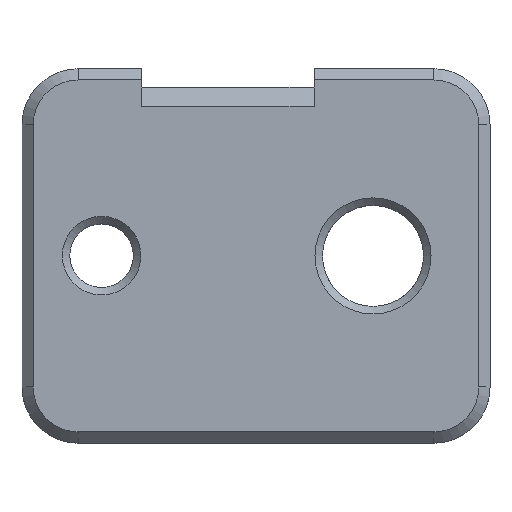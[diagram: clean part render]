
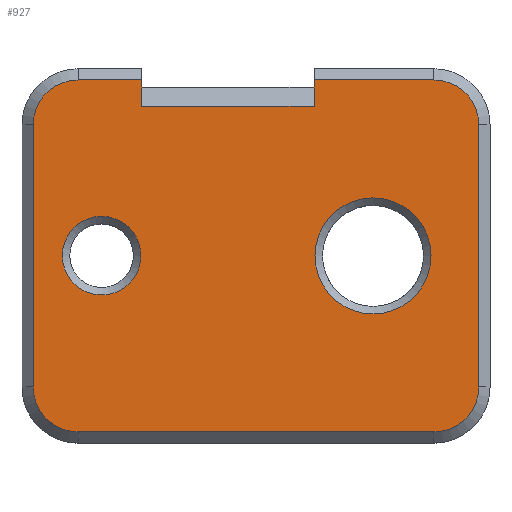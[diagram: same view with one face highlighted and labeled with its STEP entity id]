
A CAD part, top view. The second image highlights one B-rep face of the part: STEP entity #927.
In plain terms, the highlighted planar face has unit normal (0, 0, 1).
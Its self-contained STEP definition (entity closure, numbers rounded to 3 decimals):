
#15=FACE_BOUND('',#162,.T.);
#16=FACE_BOUND('',#163,.T.);
#27=CIRCLE('',#956,2.4);
#29=CIRCLE('',#960,2.4);
#31=CIRCLE('',#964,2.4);
#33=CIRCLE('',#968,2.4);
#51=CIRCLE('',#1022,2.1);
#52=CIRCLE('',#1023,3.1);
#111=FACE_OUTER_BOUND('',#161,.T.);
#161=EDGE_LOOP('',(#800,#801,#802,#803,#804,#805,#806,#807,#808,#809,#810,
#811));
#162=EDGE_LOOP('',(#812));
#163=EDGE_LOOP('',(#813));
#173=LINE('',#1302,#273);
#176=LINE('',#1313,#276);
#180=LINE('',#1325,#280);
#184=LINE('',#1337,#284);
#188=LINE('',#1349,#288);
#198=LINE('',#1368,#298);
#230=LINE('',#1445,#330);
#256=LINE('',#1513,#356);
#273=VECTOR('',#1040,10.);
#276=VECTOR('',#1051,10.);
#280=VECTOR('',#1063,10.);
#284=VECTOR('',#1075,10.);
#288=VECTOR('',#1087,10.);
#298=VECTOR('',#1099,10.);
#330=VECTOR('',#1169,10.);
#356=VECTOR('',#1233,10.);
#370=VERTEX_POINT('',#1295);
#373=VERTEX_POINT('',#1300);
#375=VERTEX_POINT('',#1305);
#377=VERTEX_POINT('',#1311);
#379=VERTEX_POINT('',#1317);
#381=VERTEX_POINT('',#1323);
#383=VERTEX_POINT('',#1329);
#385=VERTEX_POINT('',#1335);
#387=VERTEX_POINT('',#1341);
#389=VERTEX_POINT('',#1347);
#397=VERTEX_POINT('',#1366);
#423=VERTEX_POINT('',#1443);
#448=VERTEX_POINT('',#1548);
#449=VERTEX_POINT('',#1550);
#456=EDGE_CURVE('',#373,#370,#173,.T.);
#458=EDGE_CURVE('',#375,#373,#27,.T.);
#461=EDGE_CURVE('',#377,#375,#176,.T.);
#464=EDGE_CURVE('',#379,#377,#29,.T.);
#467=EDGE_CURVE('',#381,#379,#180,.T.);
#470=EDGE_CURVE('',#383,#381,#31,.T.);
#473=EDGE_CURVE('',#385,#383,#184,.T.);
#476=EDGE_CURVE('',#387,#385,#33,.T.);
#479=EDGE_CURVE('',#389,#387,#188,.T.);
#489=EDGE_CURVE('',#389,#397,#198,.T.);
#528=EDGE_CURVE('',#423,#397,#230,.T.);
#560=EDGE_CURVE('',#423,#370,#256,.T.);
#577=EDGE_CURVE('',#448,#448,#51,.T.);
#578=EDGE_CURVE('',#449,#449,#52,.T.);
#800=ORIENTED_EDGE('',*,*,#479,.F.);
#801=ORIENTED_EDGE('',*,*,#489,.T.);
#802=ORIENTED_EDGE('',*,*,#528,.F.);
#803=ORIENTED_EDGE('',*,*,#560,.T.);
#804=ORIENTED_EDGE('',*,*,#456,.F.);
#805=ORIENTED_EDGE('',*,*,#458,.F.);
#806=ORIENTED_EDGE('',*,*,#461,.F.);
#807=ORIENTED_EDGE('',*,*,#464,.F.);
#808=ORIENTED_EDGE('',*,*,#467,.F.);
#809=ORIENTED_EDGE('',*,*,#470,.F.);
#810=ORIENTED_EDGE('',*,*,#473,.F.);
#811=ORIENTED_EDGE('',*,*,#476,.F.);
#812=ORIENTED_EDGE('',*,*,#577,.F.);
#813=ORIENTED_EDGE('',*,*,#578,.F.);
#881=PLANE('',#1021);
#927=ADVANCED_FACE('',(#111,#15,#16),#881,.T.);
#956=AXIS2_PLACEMENT_3D('',#1307,#1044,#1045);
#960=AXIS2_PLACEMENT_3D('',#1319,#1056,#1057);
#964=AXIS2_PLACEMENT_3D('',#1331,#1068,#1069);
#968=AXIS2_PLACEMENT_3D('',#1343,#1080,#1081);
#1021=AXIS2_PLACEMENT_3D('',#1547,#1265,#1266);
#1022=AXIS2_PLACEMENT_3D('',#1549,#1267,#1268);
#1023=AXIS2_PLACEMENT_3D('',#1551,#1269,#1270);
#1040=DIRECTION('',(1.,0.,0.));
#1044=DIRECTION('center_axis',(0.,0.,-1.));
#1045=DIRECTION('ref_axis',(-0.707,0.707,0.));
#1051=DIRECTION('',(0.,1.,0.));
#1056=DIRECTION('center_axis',(0.,0.,-1.));
#1057=DIRECTION('ref_axis',(-0.707,-0.707,0.));
#1063=DIRECTION('',(-1.,0.,0.));
#1068=DIRECTION('center_axis',(0.,0.,-1.));
#1069=DIRECTION('ref_axis',(0.707,-0.707,0.));
#1075=DIRECTION('',(0.,-1.,0.));
#1080=DIRECTION('center_axis',(0.,0.,-1.));
#1081=DIRECTION('ref_axis',(0.707,0.707,0.));
#1087=DIRECTION('',(1.,0.,0.));
#1099=DIRECTION('',(0.,-1.,0.));
#1169=DIRECTION('',(1.,0.,0.));
#1233=DIRECTION('',(0.,1.,0.));
#1265=DIRECTION('center_axis',(0.,0.,1.));
#1266=DIRECTION('ref_axis',(1.,0.,0.));
#1267=DIRECTION('center_axis',(0.,0.,1.));
#1268=DIRECTION('ref_axis',(0.,-1.,0.));
#1269=DIRECTION('center_axis',(0.,0.,1.));
#1270=DIRECTION('ref_axis',(-1.,0.,0.));
#1295=CARTESIAN_POINT('',(16.929,-49.077,69.914));
#1300=CARTESIAN_POINT('',(13.529,-49.077,69.914));
#1302=CARTESIAN_POINT('',(26.826,-49.077,69.914));
#1305=CARTESIAN_POINT('',(11.129,-51.477,69.914));
#1307=CARTESIAN_POINT('Origin',(13.529,-51.477,69.914));
#1311=CARTESIAN_POINT('',(11.129,-65.477,69.914));
#1313=CARTESIAN_POINT('',(11.129,-50.476,69.914));
#1317=CARTESIAN_POINT('',(13.529,-67.877,69.914));
#1319=CARTESIAN_POINT('Origin',(13.529,-65.477,69.914));
#1323=CARTESIAN_POINT('',(32.529,-67.877,69.914));
#1325=CARTESIAN_POINT('',(23.625,-67.877,69.914));
#1329=CARTESIAN_POINT('',(34.929,-65.477,69.914));
#1331=CARTESIAN_POINT('Origin',(32.529,-65.477,69.914));
#1335=CARTESIAN_POINT('',(34.929,-51.477,69.914));
#1337=CARTESIAN_POINT('',(34.929,-57.477,69.914));
#1341=CARTESIAN_POINT('',(32.529,-49.077,69.914));
#1343=CARTESIAN_POINT('Origin',(32.529,-51.477,69.914));
#1347=CARTESIAN_POINT('',(26.129,-49.077,69.914));
#1349=CARTESIAN_POINT('',(26.826,-49.077,69.914));
#1366=CARTESIAN_POINT('',(26.129,-50.477,69.914));
#1368=CARTESIAN_POINT('',(26.129,-48.977,69.914));
#1443=CARTESIAN_POINT('',(16.929,-50.477,69.914));
#1445=CARTESIAN_POINT('',(29.125,-50.477,69.914));
#1513=CARTESIAN_POINT('',(16.929,-48.977,69.914));
#1547=CARTESIAN_POINT('Origin',(36.721,-49.476,69.914));
#1548=CARTESIAN_POINT('',(14.779,-56.362,69.914));
#1549=CARTESIAN_POINT('Origin',(14.779,-58.462,69.914));
#1550=CARTESIAN_POINT('',(32.379,-58.477,69.914));
#1551=CARTESIAN_POINT('Origin',(29.279,-58.477,69.914));
